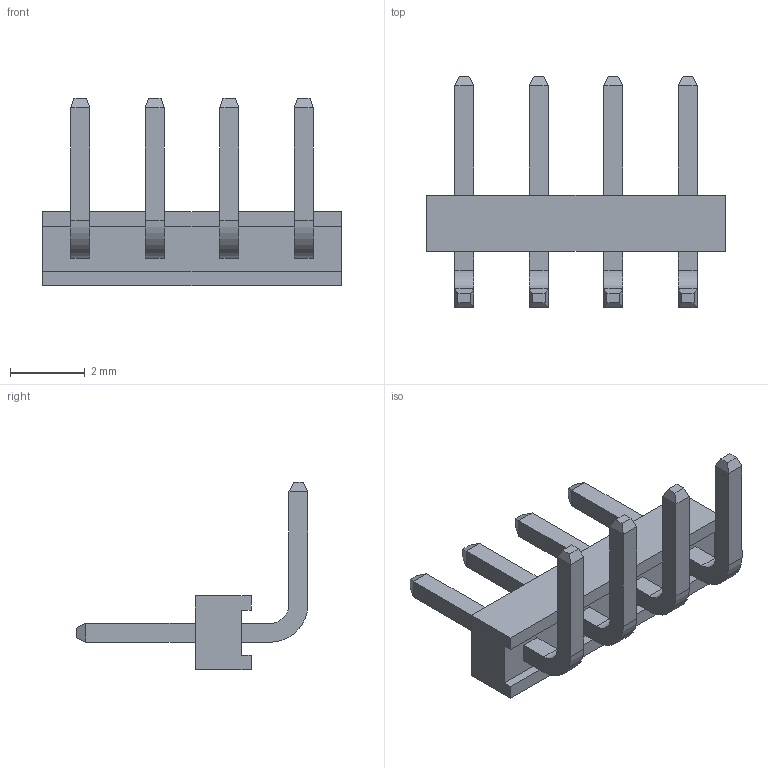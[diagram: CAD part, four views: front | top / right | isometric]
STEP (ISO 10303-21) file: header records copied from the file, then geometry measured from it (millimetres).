
FILE_DESCRIPTION( ( 'STEP AP214' ), ' ' );
FILE_NAME( 'TMM-104-01-L-S-RA.stp', '2018-05-31T20:10:04', ( '' ), ( '' ), ' ', 'PARTsolutions', ' ' );
FILE_SCHEMA( ( 'AUTOMOTIVE_DESIGN { 1 0 10303 214 1 1 1 1 }' ) );
Length unit declared in the file: inch
Products named in the file (4): TMM-104-01-L-S-RA; _TMM-104-01-L-S-RA_body; _TMM-104-01-L-S-RA_pins1; _TMM-104-01-L-S-RA_pins2
Assembly tree (3 placements, depth 2):
  TMM-104-01-L-S-RA
    _TMM-104-01-L-S-RA_body
    _TMM-104-01-L-S-RA_pins1
    _TMM-104-01-L-S-RA_pins2
Bounding box: 8 x 6.22 x 5.03 mm (x, y, z)
Volume: 31.4 mm3; surface area: 172.1 mm2
Topology: 3 solids, 3 shells, 119 faces, 298 edges, 188 vertices
Faces by surface type: plane 111, cylinder 8
Entity records: 4490 total; most frequent: CARTESIAN_POINT 609, ORIENTED_EDGE 596, DIRECTION 560, EDGE_CURVE 298, LINE 282, VECTOR 282, VERTEX_POINT 188, AXIS2_PLACEMENT_3D 139
